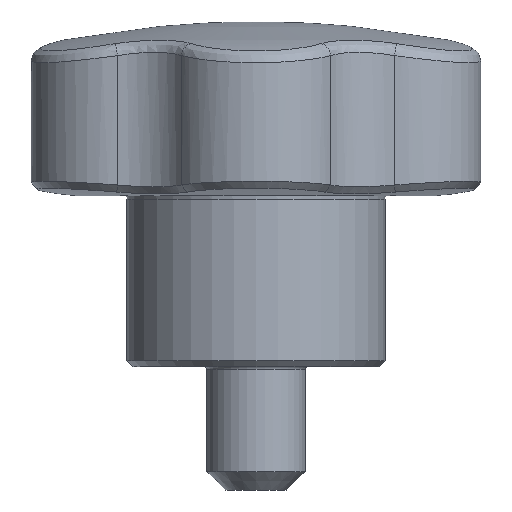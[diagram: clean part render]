
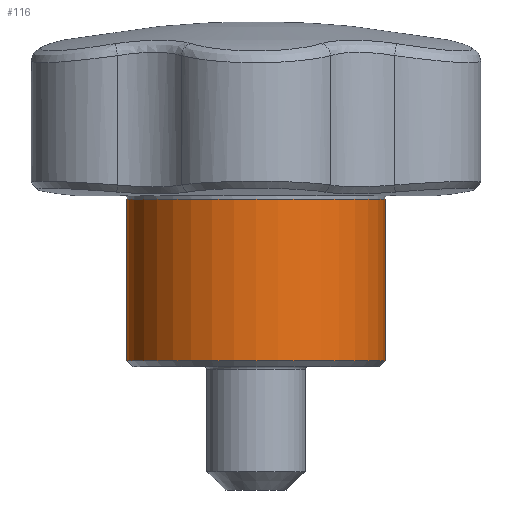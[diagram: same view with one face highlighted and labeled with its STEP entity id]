
A CAD part, left-side view. The second image highlights one B-rep face of the part: STEP entity #116.
In plain terms, the highlighted cylindrical face has radius 10.5 mm (diameter 21 mm), a full revolution.
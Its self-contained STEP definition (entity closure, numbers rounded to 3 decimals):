
#116 = ADVANCED_FACE( '', ( #308, #309 ), #310, .T. );
#308 = FACE_OUTER_BOUND( '', #606, .T. );
#309 = FACE_OUTER_BOUND( '', #607, .T. );
#310 = CYLINDRICAL_SURFACE( '', #608, 10.5 );
#606 = EDGE_LOOP( '', ( #3476 ) );
#607 = EDGE_LOOP( '', ( #3477 ) );
#608 = AXIS2_PLACEMENT_3D( '', #3478, #3479, #3480 );
#3476 = ORIENTED_EDGE( '', *, *, #4127, .T. );
#3477 = ORIENTED_EDGE( '', *, *, #4128, .F. );
#3478 = CARTESIAN_POINT( '', ( 0., 0., 28. ) );
#3479 = DIRECTION( '', ( 0., 0., -1. ) );
#3480 = DIRECTION( '', ( 1., 0., 0. ) );
#4127 = EDGE_CURVE( '', #4418, #4418, #4419, .T. );
#4128 = EDGE_CURVE( '', #4420, #4420, #4421, .T. );
#4418 = VERTEX_POINT( '', #4915 );
#4419 = CIRCLE( '', #4916, 10.5 );
#4420 = VERTEX_POINT( '', #4917 );
#4421 = CIRCLE( '', #4918, 10.5 );
#4915 = CARTESIAN_POINT( '', ( 10.5, 0., 0.137 ) );
#4916 = AXIS2_PLACEMENT_3D( '', #7452, #7453, #7454 );
#4917 = CARTESIAN_POINT( '', ( 10.5, 0., 13.239 ) );
#4918 = AXIS2_PLACEMENT_3D( '', #7455, #7456, #7457 );
#7452 = CARTESIAN_POINT( '', ( 0., 0., 0.137 ) );
#7453 = DIRECTION( '', ( 0., 0., 1. ) );
#7454 = DIRECTION( '', ( 1., 0., 0. ) );
#7455 = CARTESIAN_POINT( '', ( 0., 0., 13.239 ) );
#7456 = DIRECTION( '', ( 0., 0., 1. ) );
#7457 = DIRECTION( '', ( 1., 0., 0. ) );
